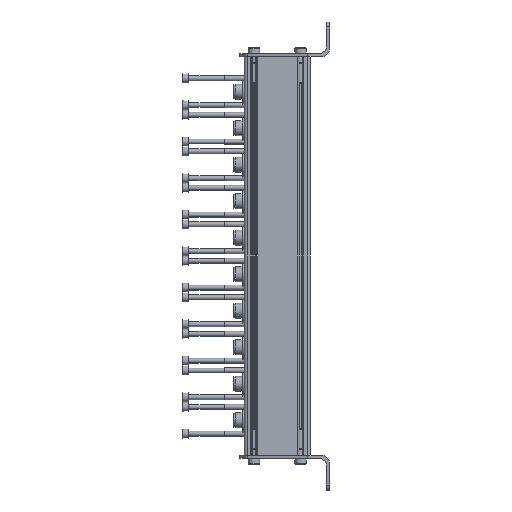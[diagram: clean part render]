
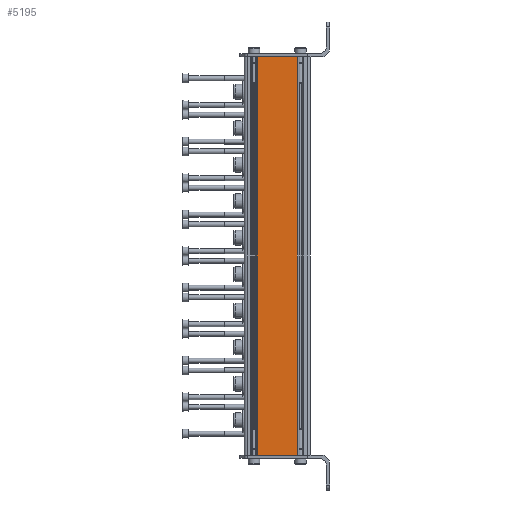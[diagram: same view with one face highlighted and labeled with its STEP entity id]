
A CAD part, left-side view. The second image highlights one B-rep face of the part: STEP entity #5195.
In plain terms, the highlighted planar face has unit normal (-1, 0, 0).
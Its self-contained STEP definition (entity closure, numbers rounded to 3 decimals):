
#418=LINE('',#8592,#744);
#419=LINE('',#8594,#745);
#420=LINE('',#8596,#746);
#421=LINE('',#8598,#747);
#744=VECTOR('',#6690,1000.);
#745=VECTOR('',#6693,1000.);
#746=VECTOR('',#6694,1000.);
#747=VECTOR('',#6695,1000.);
#974=PLANE('',#5699);
#1702=ORIENTED_EDGE('',*,*,#2989,.F.);
#1703=ORIENTED_EDGE('',*,*,#2988,.F.);
#1704=ORIENTED_EDGE('',*,*,#2990,.T.);
#1705=ORIENTED_EDGE('',*,*,#2991,.T.);
#2988=EDGE_CURVE('',#3599,#3598,#418,.T.);
#2989=EDGE_CURVE('',#3598,#3600,#419,.T.);
#2990=EDGE_CURVE('',#3599,#3601,#420,.T.);
#2991=EDGE_CURVE('',#3601,#3600,#421,.T.);
#3598=VERTEX_POINT('',#8589);
#3599=VERTEX_POINT('',#8591);
#3600=VERTEX_POINT('',#8595);
#3601=VERTEX_POINT('',#8597);
#4078=EDGE_LOOP('',(#1702,#1703,#1704,#1705));
#4582=FACE_BOUND('',#4078,.T.);
#5195=ADVANCED_FACE('',(#4582),#974,.T.);
#5699=AXIS2_PLACEMENT_3D('',#8593,#6691,#6692);
#6690=DIRECTION('',(0.,0.,1.));
#6691=DIRECTION('',(-1.,0.,0.));
#6692=DIRECTION('',(0.,0.,1.));
#6693=DIRECTION('',(0.,-1.,0.));
#6694=DIRECTION('',(0.,-1.,0.));
#6695=DIRECTION('',(0.,0.,1.));
#8589=CARTESIAN_POINT('',(-11.5,11.979,0.));
#8591=CARTESIAN_POINT('',(-11.5,11.979,-240.));
#8592=CARTESIAN_POINT('',(-11.5,11.979,-240.));
#8593=CARTESIAN_POINT('',(-11.5,11.979,-240.));
#8594=CARTESIAN_POINT('',(-11.5,11.979,0.));
#8595=CARTESIAN_POINT('',(-11.5,-11.979,0.));
#8596=CARTESIAN_POINT('',(-11.5,11.979,-240.));
#8597=CARTESIAN_POINT('',(-11.5,-11.979,-240.));
#8598=CARTESIAN_POINT('',(-11.5,-11.979,-240.));
